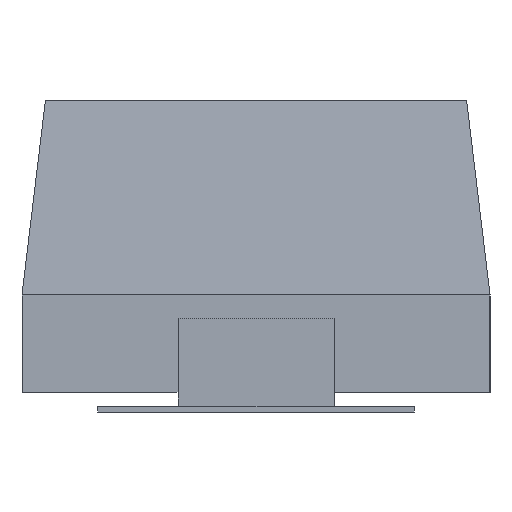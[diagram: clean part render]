
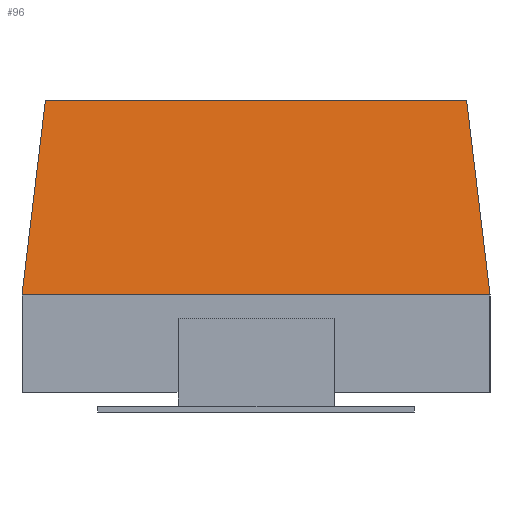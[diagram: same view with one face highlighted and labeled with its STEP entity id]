
A CAD part, left-side view. The second image highlights one B-rep face of the part: STEP entity #96.
In plain terms, the highlighted planar face has unit normal (-0.993, 0, 0.119).
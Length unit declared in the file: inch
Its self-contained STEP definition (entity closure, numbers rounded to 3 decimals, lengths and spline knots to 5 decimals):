
#13 = ORIENTED_EDGE ( 'NONE', *, *, #42, .T. ) ;
#26 = CARTESIAN_POINT ( 'NONE',  ( -0.01575, 0.01181, 0.00891 ) ) ;
#28 = VECTOR ( 'NONE', #342, 39.37008 ) ;
#42 = EDGE_CURVE ( 'NONE', #1047, #1145, #999, .T. ) ;
#71 = ORIENTED_EDGE ( 'NONE', *, *, #542, .F. ) ;
#96 = ADVANCED_FACE ( 'NONE', ( #374 ), #730, .T. ) ;
#99 = DIRECTION ( 'NONE',  ( 0., 1., 0. ) ) ;
#108 = DIRECTION ( 'NONE',  ( 0.118, 0.118, 0.986 ) ) ;
#157 = CARTESIAN_POINT ( 'NONE',  ( -0.01457, 0.01063, 0.01875 ) ) ;
#173 = DIRECTION ( 'NONE',  ( -0.118, 0.118, -0.986 ) ) ;
#284 = CARTESIAN_POINT ( 'NONE',  ( -0.01575, -0.01181, 0.00891 ) ) ;
#342 = DIRECTION ( 'NONE',  ( 0., -1., 0. ) ) ;
#356 = CARTESIAN_POINT ( 'NONE',  ( -0.01457, 0.01063, 0.01875 ) ) ;
#370 = DIRECTION ( 'NONE',  ( 0., -1., 0. ) ) ;
#374 = FACE_OUTER_BOUND ( 'NONE', #685, .T. ) ;
#383 = CARTESIAN_POINT ( 'NONE',  ( -0.01516, 0., 0.01383 ) ) ;
#389 = CARTESIAN_POINT ( 'NONE',  ( -0.01575, -0.01181, 0.00891 ) ) ;
#395 = CARTESIAN_POINT ( 'NONE',  ( -0.01575, 0.01181, 0.00891 ) ) ;
#403 = EDGE_CURVE ( 'NONE', #1145, #661, #1088, .T. ) ;
#482 = ORIENTED_EDGE ( 'NONE', *, *, #403, .T. ) ;
#510 = CARTESIAN_POINT ( 'NONE',  ( -0.01457, 0.01063, 0.01875 ) ) ;
#523 = EDGE_CURVE ( 'NONE', #575, #1047, #700, .T. ) ;
#542 = EDGE_CURVE ( 'NONE', #575, #661, #883, .T. ) ;
#575 = VERTEX_POINT ( 'NONE', #510 ) ;
#661 = VERTEX_POINT ( 'NONE', #932 ) ;
#675 = VECTOR ( 'NONE', #108, 39.37008 ) ;
#685 = EDGE_LOOP ( 'NONE', ( #482, #71, #934, #13 ) ) ;
#700 = LINE ( 'NONE', #157, #1037 ) ;
#720 = VECTOR ( 'NONE', #370, 39.37008 ) ;
#730 = PLANE ( 'NONE',  #906 ) ;
#740 = DIRECTION ( 'NONE',  ( -0.993, 0., 0.119 ) ) ;
#883 = LINE ( 'NONE', #356, #28 ) ;
#906 = AXIS2_PLACEMENT_3D ( 'NONE', #383, #740, #99 ) ;
#932 = CARTESIAN_POINT ( 'NONE',  ( -0.01457, -0.01063, 0.01875 ) ) ;
#934 = ORIENTED_EDGE ( 'NONE', *, *, #523, .T. ) ;
#999 = LINE ( 'NONE', #26, #720 ) ;
#1037 = VECTOR ( 'NONE', #173, 39.37008 ) ;
#1047 = VERTEX_POINT ( 'NONE', #395 ) ;
#1088 = LINE ( 'NONE', #284, #675 ) ;
#1145 = VERTEX_POINT ( 'NONE', #389 ) ;
